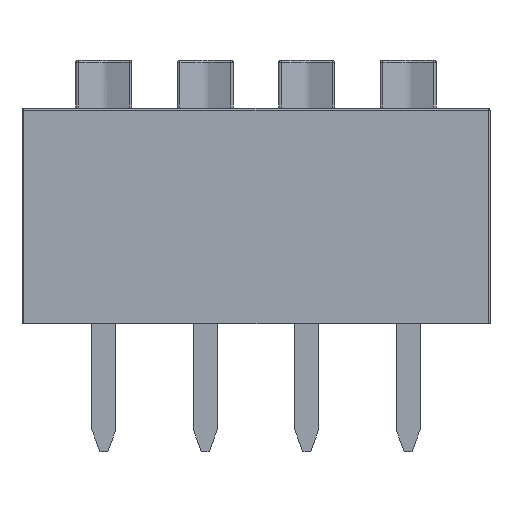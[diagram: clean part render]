
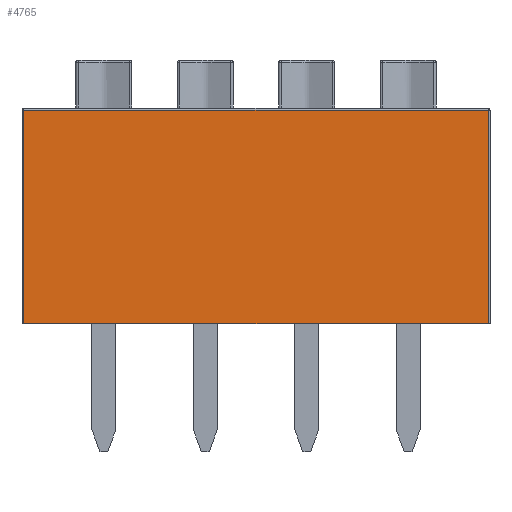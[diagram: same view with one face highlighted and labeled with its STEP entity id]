
A CAD part, front view. The second image highlights one B-rep face of the part: STEP entity #4765.
In plain terms, the highlighted planar face has unit normal (0, -1, 0).
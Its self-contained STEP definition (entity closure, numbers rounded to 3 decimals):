
#145 = LINE ( 'NONE', #26534, #19564 ) ;
#479 = LINE ( 'NONE', #26725, #9615 ) ;
#1862 = VECTOR ( 'NONE', #21392, 1000. ) ;
#2677 = EDGE_CURVE ( 'NONE', #27916, #27891, #479, .T. ) ;
#3188 = LINE ( 'NONE', #20710, #20745 ) ;
#3734 = EDGE_LOOP ( 'NONE', ( #27299, #17996, #19562, #13783 ) ) ;
#3900 = LINE ( 'NONE', #4563, #1862 ) ;
#4563 = CARTESIAN_POINT ( 'NONE',  ( -5.81, -4.95, 5.45 ) ) ;
#4765 = ADVANCED_FACE ( 'NONE', ( #15597 ), #8700, .F. ) ;
#8700 = PLANE ( 'NONE',  #10632 ) ;
#9384 = EDGE_CURVE ( 'NONE', #14496, #27916, #3900, .T. ) ;
#9615 = VECTOR ( 'NONE', #11401, 1000. ) ;
#10551 = VERTEX_POINT ( 'NONE', #23313 ) ;
#10632 = AXIS2_PLACEMENT_3D ( 'NONE', #17890, #11446, #15734 ) ;
#11401 = DIRECTION ( 'NONE',  ( 1., 0., 0. ) ) ;
#11446 = DIRECTION ( 'NONE',  ( 0., 1., 0. ) ) ;
#12184 = CARTESIAN_POINT ( 'NONE',  ( 5.81, -4.95, 0.05 ) ) ;
#13783 = ORIENTED_EDGE ( 'NONE', *, *, #9384, .T. ) ;
#14496 = VERTEX_POINT ( 'NONE', #28199 ) ;
#15597 = FACE_OUTER_BOUND ( 'NONE', #3734, .T. ) ;
#15734 = DIRECTION ( 'NONE',  ( 0., 0., 1. ) ) ;
#17890 = CARTESIAN_POINT ( 'NONE',  ( -5.86, -4.95, 5.45 ) ) ;
#17996 = ORIENTED_EDGE ( 'NONE', *, *, #22594, .T. ) ;
#19532 = DIRECTION ( 'NONE',  ( 0., 0., 1. ) ) ;
#19562 = ORIENTED_EDGE ( 'NONE', *, *, #28024, .T. ) ;
#19564 = VECTOR ( 'NONE', #19532, 1000. ) ;
#20710 = CARTESIAN_POINT ( 'NONE',  ( -5.86, -4.95, 5.4 ) ) ;
#20745 = VECTOR ( 'NONE', #24850, 1000. ) ;
#21392 = DIRECTION ( 'NONE',  ( 0., 0., -1. ) ) ;
#22594 = EDGE_CURVE ( 'NONE', #27891, #10551, #145, .T. ) ;
#23313 = CARTESIAN_POINT ( 'NONE',  ( 5.81, -4.95, 5.4 ) ) ;
#24850 = DIRECTION ( 'NONE',  ( -1., 0., 0. ) ) ;
#24922 = CARTESIAN_POINT ( 'NONE',  ( -5.81, -4.95, 0.05 ) ) ;
#26534 = CARTESIAN_POINT ( 'NONE',  ( 5.81, -4.95, 5.45 ) ) ;
#26725 = CARTESIAN_POINT ( 'NONE',  ( -5.86, -4.95, 0.05 ) ) ;
#27299 = ORIENTED_EDGE ( 'NONE', *, *, #2677, .T. ) ;
#27891 = VERTEX_POINT ( 'NONE', #12184 ) ;
#27916 = VERTEX_POINT ( 'NONE', #24922 ) ;
#28024 = EDGE_CURVE ( 'NONE', #10551, #14496, #3188, .T. ) ;
#28199 = CARTESIAN_POINT ( 'NONE',  ( -5.81, -4.95, 5.4 ) ) ;
